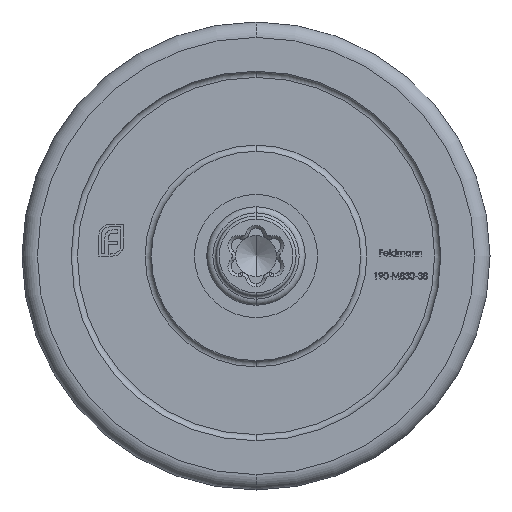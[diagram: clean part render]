
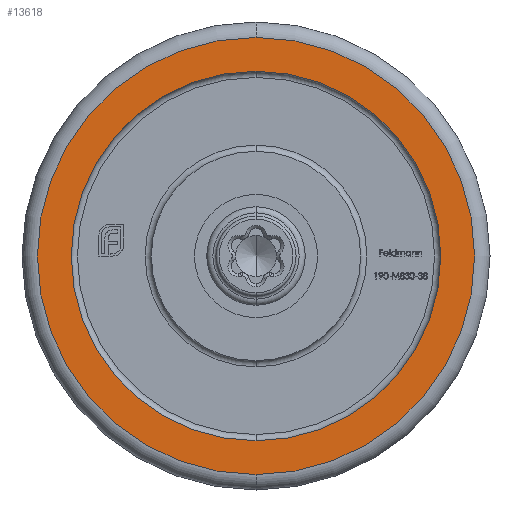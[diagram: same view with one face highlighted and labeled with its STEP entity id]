
A CAD part, front view. The second image highlights one B-rep face of the part: STEP entity #13618.
In plain terms, the highlighted planar face has unit normal (0, -1, 0).
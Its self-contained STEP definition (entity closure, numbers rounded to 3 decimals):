
#176 = DIRECTION ( 'NONE',  ( 0., -1., 0. ) ) ;
#415 = CARTESIAN_POINT ( 'NONE',  ( 0., 0., 0. ) ) ;
#680 = CIRCLE ( 'NONE', #14802, 15. ) ;
#1855 = DIRECTION ( 'NONE',  ( 0., 0., -1. ) ) ;
#2294 = EDGE_CURVE ( 'NONE', #16681, #3237, #11304, .T. ) ;
#3237 = VERTEX_POINT ( 'NONE', #8609 ) ;
#3849 = DIRECTION ( 'NONE',  ( 0., -1., 0. ) ) ;
#4650 = FACE_OUTER_BOUND ( 'NONE', #16550, .T. ) ;
#5382 = DIRECTION ( 'NONE',  ( 0., 0., -1. ) ) ;
#6773 = DIRECTION ( 'NONE',  ( 0., -1., 0. ) ) ;
#6909 = DIRECTION ( 'NONE',  ( 0., 0., -1. ) ) ;
#7205 = VERTEX_POINT ( 'NONE', #12193 ) ;
#7294 = EDGE_LOOP ( 'NONE', ( #19408, #17715 ) ) ;
#7319 = CARTESIAN_POINT ( 'NONE',  ( 19., 0., 0. ) ) ;
#7480 = DIRECTION ( 'NONE',  ( 0., 0., -1. ) ) ;
#7710 = EDGE_CURVE ( 'NONE', #3237, #16681, #8083, .T. ) ;
#8083 = CIRCLE ( 'NONE', #11358, 17.75 ) ;
#8312 = EDGE_CURVE ( 'NONE', #8689, #7205, #19743, .T. ) ;
#8609 = CARTESIAN_POINT ( 'NONE',  ( 0., 0., -17.75 ) ) ;
#8689 = VERTEX_POINT ( 'NONE', #14211 ) ;
#8701 = AXIS2_PLACEMENT_3D ( 'NONE', #20110, #176, #6909 ) ;
#9337 = ORIENTED_EDGE ( 'NONE', *, *, #7710, .T. ) ;
#10764 = AXIS2_PLACEMENT_3D ( 'NONE', #18389, #6773, #1855 ) ;
#11062 = EDGE_CURVE ( 'NONE', #7205, #8689, #680, .T. ) ;
#11158 = AXIS2_PLACEMENT_3D ( 'NONE', #7319, #17420, #7480 ) ;
#11304 = CIRCLE ( 'NONE', #10764, 17.75 ) ;
#11358 = AXIS2_PLACEMENT_3D ( 'NONE', #20493, #15161, #5382 ) ;
#12193 = CARTESIAN_POINT ( 'NONE',  ( 0., 0., 15. ) ) ;
#12321 = PLANE ( 'NONE',  #11158 ) ;
#13618 = ADVANCED_FACE ( 'NONE', ( #4650, #19989 ), #12321, .T. ) ;
#14211 = CARTESIAN_POINT ( 'NONE',  ( 0., 0., -15. ) ) ;
#14802 = AXIS2_PLACEMENT_3D ( 'NONE', #415, #3849, #15457 ) ;
#15161 = DIRECTION ( 'NONE',  ( 0., -1., 0. ) ) ;
#15457 = DIRECTION ( 'NONE',  ( 0., 0., -1. ) ) ;
#16550 = EDGE_LOOP ( 'NONE', ( #9337, #18130 ) ) ;
#16681 = VERTEX_POINT ( 'NONE', #18962 ) ;
#17420 = DIRECTION ( 'NONE',  ( 0., -1., 0. ) ) ;
#17715 = ORIENTED_EDGE ( 'NONE', *, *, #11062, .F. ) ;
#18130 = ORIENTED_EDGE ( 'NONE', *, *, #2294, .T. ) ;
#18389 = CARTESIAN_POINT ( 'NONE',  ( 0., 0., 0. ) ) ;
#18962 = CARTESIAN_POINT ( 'NONE',  ( 0., 0., 17.75 ) ) ;
#19408 = ORIENTED_EDGE ( 'NONE', *, *, #8312, .F. ) ;
#19743 = CIRCLE ( 'NONE', #8701, 15. ) ;
#19989 = FACE_BOUND ( 'NONE', #7294, .T. ) ;
#20110 = CARTESIAN_POINT ( 'NONE',  ( 0., 0., 0. ) ) ;
#20493 = CARTESIAN_POINT ( 'NONE',  ( 0., 0., 0. ) ) ;
